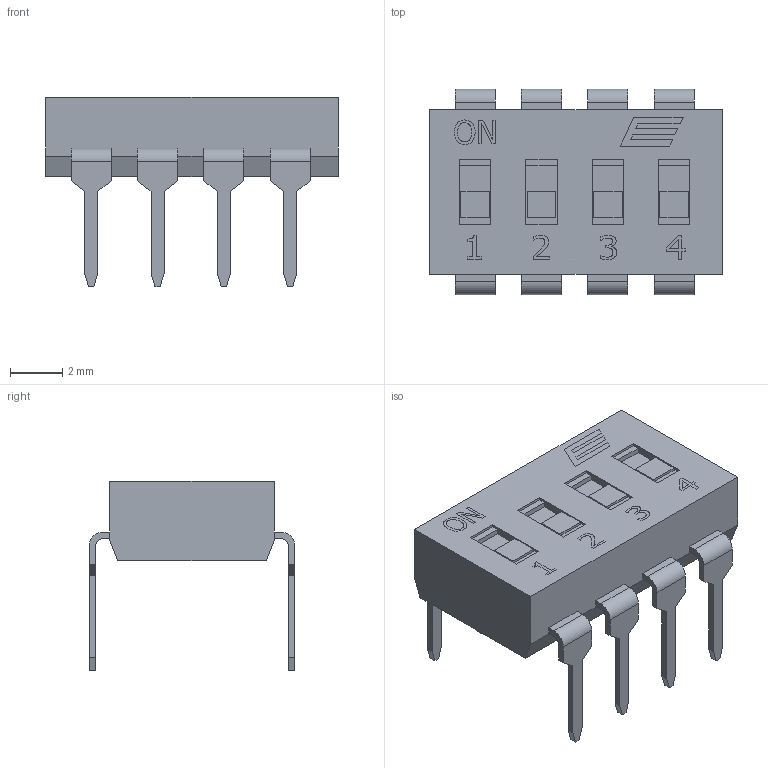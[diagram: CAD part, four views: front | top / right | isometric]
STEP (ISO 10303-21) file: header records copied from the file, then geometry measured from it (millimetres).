
FILE_DESCRIPTION((' '),'2;1');
FILE_NAME('KAE04SHGT.stp','2017-08-01T09:48:45',(' '),(' '),' ','ACIS',' ');
FILE_SCHEMA(('CONFIG_CONTROL_DESIGN'));
Length unit declared in the file: inch
Products named in the file (1): KAE04SHGT.stp
Bounding box: 11.2 x 7.87 x 7.25 mm (x, y, z)
Volume: 220 mm3; surface area: 348.9 mm2
Topology: 1 solids, 1 shells, 197 faces, 619 edges, 445 vertices
Faces by surface type: plane 181, cylinder 16
Entity records: 7063 total; most frequent: CARTESIAN_POINT 1422, ORIENTED_EDGE 1238, DIRECTION 1004, EDGE_CURVE 619, VECTOR 542, LINE 542, VERTEX_POINT 445, AXIS2_PLACEMENT_3D 231
